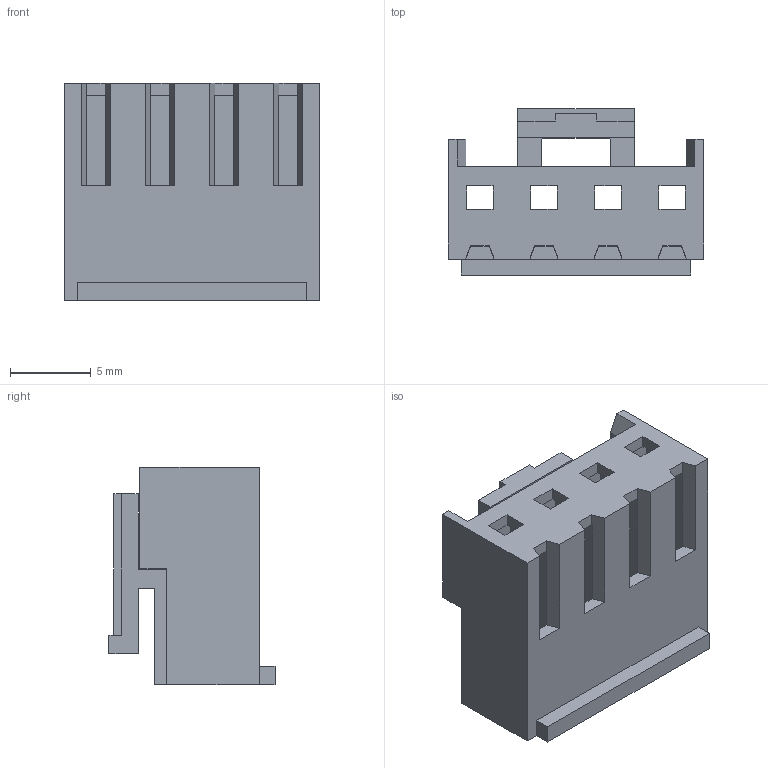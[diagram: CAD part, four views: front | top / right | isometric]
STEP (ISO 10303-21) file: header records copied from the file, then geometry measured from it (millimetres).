
FILE_DESCRIPTION((' '),'2;1');
FILE_NAME( 'VHR-4N.stp', '2022-09-02T12:09:14', (' '), ('--- Datakit www.datakit.com---'), ' Datakit CrossCadWare V2022.3 Jun 15 2022', 'DATAKIT 2022 (c)', ' ');
FILE_SCHEMA(('AP242_MANAGED_MODEL_BASED_3D_ENGINEERING_MIM_LF { 1 0 10303 442 1 1 4 }'));
Length unit declared in the file: millimetre
Products named in the file (1): VHR-4N
Bounding box: 15.78 x 10.26 x 13.46 mm (x, y, z)
Volume: 643.9 mm3; surface area: 1796.2 mm2
Topology: 1 solids, 1 shells, 90 faces, 282 edges, 188 vertices
Faces by surface type: plane 90
Entity records: 3123 total; most frequent: ORIENTED_EDGE 564, CARTESIAN_POINT 561, DIRECTION 464, VECTOR 282, LINE 282, EDGE_CURVE 282, VERTEX_POINT 188, EDGE_LOOP 102
